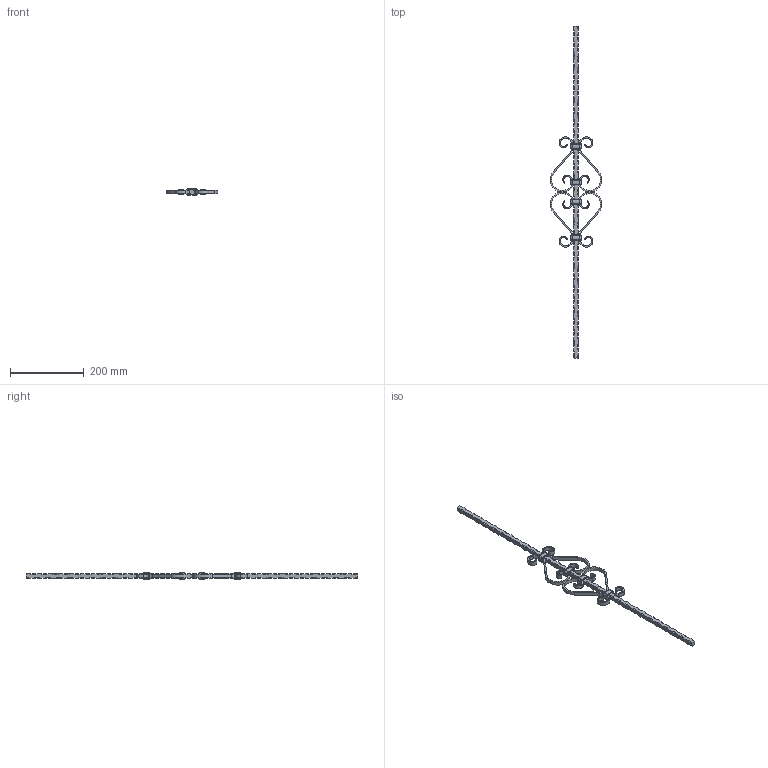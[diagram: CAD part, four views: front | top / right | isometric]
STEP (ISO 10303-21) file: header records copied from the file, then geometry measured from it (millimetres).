
FILE_DESCRIPTION (( 'STEP AP203' ), '1' );
FILE_NAME ('1214.STEP', '2023-06-15T09:10:27', ( '' ), ( '' ), 'SwSTEP 2.0', 'SolidWorks 2018', '' );
FILE_SCHEMA (( 'CONFIG_CONTROL_DESIGN' ));
Length unit declared in the file: millimetre
Products named in the file (1): 1214
Bounding box: 139.98 x 900 x 18 mm (x, y, z)
Volume: 187575.7 mm3; surface area: 90704.1 mm2
Topology: 9 solids, 9 shells, 1038 faces, 2599 edges, 1348 vertices
Faces by surface type: plane 390, torus 266, cylinder 260, bspline 122
Entity records: 34210 total; most frequent: CARTESIAN_POINT 11286, DIRECTION 4841, ORIENTED_EDGE 4718, EDGE_CURVE 2359, AXIS2_PLACEMENT_3D 1809, VERTEX_POINT 1348, VECTOR 1223, LINE 1223
